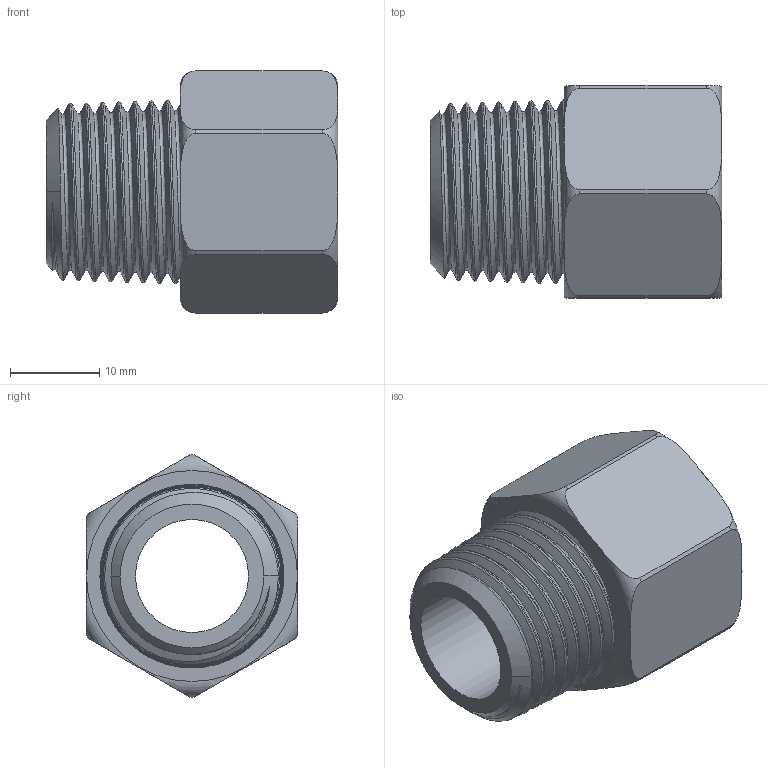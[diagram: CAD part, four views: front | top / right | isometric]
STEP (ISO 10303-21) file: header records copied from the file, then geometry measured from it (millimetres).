
FILE_DESCRIPTION(/* description */ (''),/* implementation_level */ '2;1');
FILE_NAME(/* name */ '120-N4-PT4.stp',/* time_stamp */ '2024-01-23T10:12:53-05:00',/* author */ ('esanner'),/* organization */ (''),/* preprocessor_version */ 'ST-DEVELOPER v19',/* originating_system */ 'AutoCAD Mechanical',/* authorisation */ '');
FILE_SCHEMA (('AUTOMOTIVE_DESIGN { 1 0 10303 214 3 1 1 }'));
Length unit declared in the file: millimetre
Products named in the file (2): Product; 120-N4-PT4
Assembly tree (1 placements, depth 2):
  Product
    120-N4-PT4
Bounding box: 32.78 x 23.8 x 27.2 mm (x, y, z)
Volume: 6280.4 mm3; surface area: 5708.9 mm2
Topology: 1 solids, 1 shells, 50 faces, 137 edges, 91 vertices
Faces by surface type: cone 23, plane 10, bspline 8, cylinder 7, torus 2
Full cylindrical faces by diameter (mm): 12.7 x1
Entity records: 20022 total; most frequent: CARTESIAN_POINT 18840, ORIENTED_EDGE 276, DIRECTION 184, EDGE_CURVE 138, VERTEX_POINT 92, AXIS2_PLACEMENT_3D 74, B_SPLINE_CURVE_WITH_KNOTS 73, EDGE_LOOP 54
